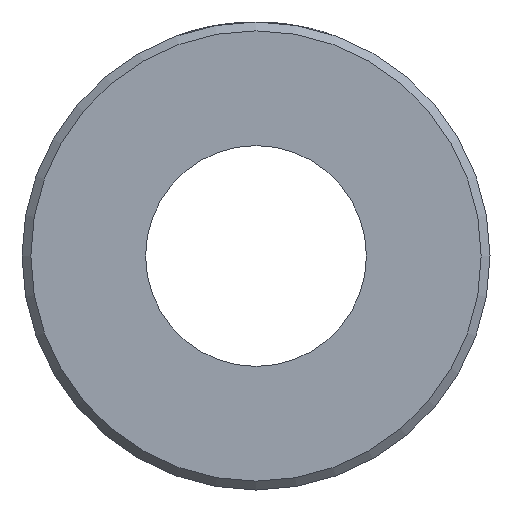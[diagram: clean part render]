
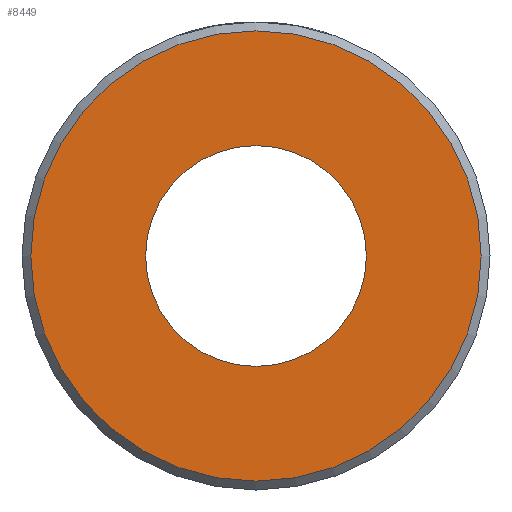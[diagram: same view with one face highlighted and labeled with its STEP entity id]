
A CAD part, left-side view. The second image highlights one B-rep face of the part: STEP entity #8449.
In plain terms, the highlighted planar face has unit normal (-1, 0, 0).
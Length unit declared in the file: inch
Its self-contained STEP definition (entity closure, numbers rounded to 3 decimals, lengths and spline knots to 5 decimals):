
#8365=CARTESIAN_POINT('',(0.0,-0.1875,0.0));
#8366=VERTEX_POINT('',#8365);
#8367=CARTESIAN_POINT('',(0.0,0.0,0.0));
#8368=DIRECTION('',(1.0,0.0,0.0));
#8369=DIRECTION('',(0.0,-1.0,0.0));
#8370=AXIS2_PLACEMENT_3D('',#8367,#8368,#8369);
#8371=CIRCLE('',#8370,0.1875);
#8372=EDGE_CURVE('',#8366,#8366,#8371,.T.);
#8426=CARTESIAN_POINT('',(0.0,0.3825,0.));
#8427=VERTEX_POINT('',#8426);
#8428=CARTESIAN_POINT('',(0.0,0.0,0.0));
#8429=DIRECTION('',(1.0,0.0,0.0));
#8430=DIRECTION('',(0.0,-1.0,0.0));
#8431=AXIS2_PLACEMENT_3D('',#8428,#8429,#8430);
#8432=CIRCLE('',#8431,0.3825);
#8433=EDGE_CURVE('',#8427,#8427,#8432,.T.);
#8438=CARTESIAN_POINT('',(0.0,0.0,0.0));
#8439=DIRECTION('',(-1.0,0.0,0.0));
#8440=DIRECTION('',(0.0,0.0,1.0));
#8441=AXIS2_PLACEMENT_3D('',#8438,#8439,#8440);
#8442=PLANE('',#8441);
#8443=ORIENTED_EDGE('',*,*,#8433,.F.);
#8444=EDGE_LOOP('',(#8443));
#8445=FACE_OUTER_BOUND('',#8444,.T.);
#8446=ORIENTED_EDGE('',*,*,#8372,.T.);
#8447=EDGE_LOOP('',(#8446));
#8448=FACE_BOUND('',#8447,.T.);
#8449=ADVANCED_FACE('',(#8445,#8448),#8442,.T.);
